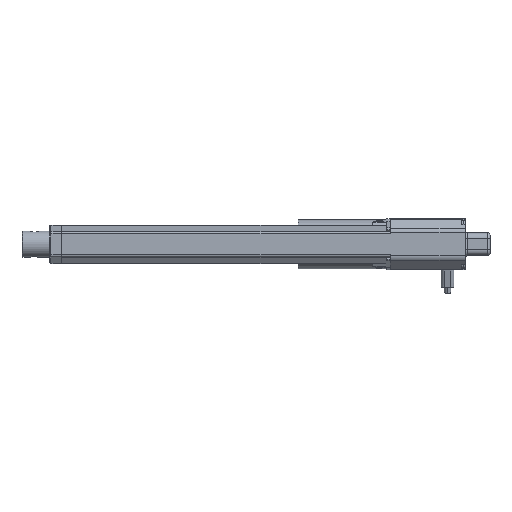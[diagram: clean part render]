
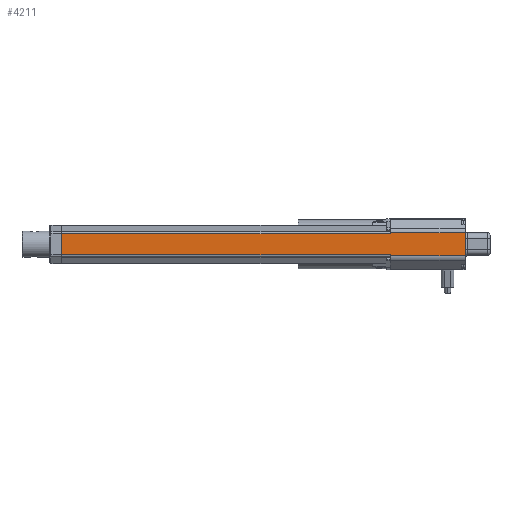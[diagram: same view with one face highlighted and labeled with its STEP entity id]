
A CAD part, left-side view. The second image highlights one B-rep face of the part: STEP entity #4211.
In plain terms, the highlighted planar face has unit normal (-1, 0, 0).
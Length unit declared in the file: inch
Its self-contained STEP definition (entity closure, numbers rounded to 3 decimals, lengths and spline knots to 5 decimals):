
#203 = LINE ( 'NONE', #3399, #2644 ) ;
#273 = CARTESIAN_POINT ( 'NONE',  ( 0., 12.28, -1.09992 ) ) ;
#304 = DIRECTION ( 'NONE',  ( 1., 0., 0. ) ) ;
#621 = DIRECTION ( 'NONE',  ( 0., 0., 1. ) ) ;
#973 = VECTOR ( 'NONE', #1185, 39.37008 ) ;
#1185 = DIRECTION ( 'NONE',  ( 0., -1., 0. ) ) ;
#1536 = VECTOR ( 'NONE', #11395, 39.37008 ) ;
#1558 = ORIENTED_EDGE ( 'NONE', *, *, #10227, .T. ) ;
#1632 = EDGE_CURVE ( 'NONE', #5801, #7525, #4632, .T. ) ;
#1743 = DIRECTION ( 'NONE',  ( 0., 1., 0. ) ) ;
#1804 = CARTESIAN_POINT ( 'NONE',  ( 0., 2.28, -0.4638 ) ) ;
#1916 = AXIS2_PLACEMENT_3D ( 'NONE', #5827, #304, #6746 ) ;
#2482 = CARTESIAN_POINT ( 'NONE',  ( 0., 12.28, -1.09992 ) ) ;
#2644 = VECTOR ( 'NONE', #621, 39.37008 ) ;
#2870 = CARTESIAN_POINT ( 'NONE',  ( 0., 12.28, -0.4638 ) ) ;
#3399 = CARTESIAN_POINT ( 'NONE',  ( 0., 2.28, -0.35 ) ) ;
#3898 = EDGE_CURVE ( 'NONE', #5782, #5801, #11018, .T. ) ;
#4103 = CARTESIAN_POINT ( 'NONE',  ( 0., 0., -1.12716 ) ) ;
#4188 = CARTESIAN_POINT ( 'NONE',  ( 0., 2.28, -1.12716 ) ) ;
#4211 = ADVANCED_FACE ( 'NONE', ( #5011 ), #4897, .F. ) ;
#4288 = LINE ( 'NONE', #9024, #8868 ) ;
#4337 = ORIENTED_EDGE ( 'NONE', *, *, #6805, .F. ) ;
#4367 = EDGE_CURVE ( 'NONE', #7234, #7525, #203, .T. ) ;
#4632 = LINE ( 'NONE', #7271, #11556 ) ;
#4764 = EDGE_CURVE ( 'NONE', #11685, #7786, #10897, .T. ) ;
#4883 = VECTOR ( 'NONE', #6871, 39.37008 ) ;
#4897 = PLANE ( 'NONE',  #1916 ) ;
#4943 = ORIENTED_EDGE ( 'NONE', *, *, #3898, .T. ) ;
#5011 = FACE_OUTER_BOUND ( 'NONE', #7780, .T. ) ;
#5539 = CARTESIAN_POINT ( 'NONE',  ( 0., 2.28, -1.09992 ) ) ;
#5782 = VERTEX_POINT ( 'NONE', #4103 ) ;
#5801 = VERTEX_POINT ( 'NONE', #6849 ) ;
#5827 = CARTESIAN_POINT ( 'NONE',  ( 0., 2.28, -0.35 ) ) ;
#5888 = VERTEX_POINT ( 'NONE', #4188 ) ;
#5938 = CARTESIAN_POINT ( 'NONE',  ( 0., 2.28, -0.43284 ) ) ;
#5961 = CARTESIAN_POINT ( 'NONE',  ( 0., 0., -0.35 ) ) ;
#6200 = ORIENTED_EDGE ( 'NONE', *, *, #6270, .F. ) ;
#6270 = EDGE_CURVE ( 'NONE', #5888, #7749, #4288, .T. ) ;
#6489 = ORIENTED_EDGE ( 'NONE', *, *, #4764, .F. ) ;
#6746 = DIRECTION ( 'NONE',  ( 0., 0., -1. ) ) ;
#6805 = EDGE_CURVE ( 'NONE', #7786, #7234, #11809, .T. ) ;
#6849 = CARTESIAN_POINT ( 'NONE',  ( 0., 0., -0.43284 ) ) ;
#6871 = DIRECTION ( 'NONE',  ( 0., -1., 0. ) ) ;
#7041 = EDGE_CURVE ( 'NONE', #5888, #5782, #8001, .T. ) ;
#7234 = VERTEX_POINT ( 'NONE', #1804 ) ;
#7271 = CARTESIAN_POINT ( 'NONE',  ( 0., 2.28, -0.43284 ) ) ;
#7525 = VERTEX_POINT ( 'NONE', #5938 ) ;
#7749 = VERTEX_POINT ( 'NONE', #5539 ) ;
#7780 = EDGE_LOOP ( 'NONE', ( #4943, #9470, #11569, #4337, #6489, #1558, #6200, #10442 ) ) ;
#7786 = VERTEX_POINT ( 'NONE', #2870 ) ;
#7978 = DIRECTION ( 'NONE',  ( 0., 0., 1. ) ) ;
#8001 = LINE ( 'NONE', #10205, #10115 ) ;
#8765 = CARTESIAN_POINT ( 'NONE',  ( 0., 12.28, -0.4638 ) ) ;
#8868 = VECTOR ( 'NONE', #9938, 39.37008 ) ;
#9024 = CARTESIAN_POINT ( 'NONE',  ( 0., 2.28, -0.35 ) ) ;
#9470 = ORIENTED_EDGE ( 'NONE', *, *, #1632, .T. ) ;
#9938 = DIRECTION ( 'NONE',  ( 0., 0., 1. ) ) ;
#10115 = VECTOR ( 'NONE', #11116, 39.37008 ) ;
#10205 = CARTESIAN_POINT ( 'NONE',  ( 0., 2.28, -1.12716 ) ) ;
#10227 = EDGE_CURVE ( 'NONE', #11685, #7749, #10709, .T. ) ;
#10442 = ORIENTED_EDGE ( 'NONE', *, *, #7041, .T. ) ;
#10595 = VECTOR ( 'NONE', #7978, 39.37008 ) ;
#10709 = LINE ( 'NONE', #273, #973 ) ;
#10776 = CARTESIAN_POINT ( 'NONE',  ( 0., 12.28, -1.09992 ) ) ;
#10897 = LINE ( 'NONE', #2482, #10595 ) ;
#11018 = LINE ( 'NONE', #5961, #1536 ) ;
#11116 = DIRECTION ( 'NONE',  ( 0., -1., 0. ) ) ;
#11395 = DIRECTION ( 'NONE',  ( 0., 0., 1. ) ) ;
#11556 = VECTOR ( 'NONE', #1743, 39.37008 ) ;
#11569 = ORIENTED_EDGE ( 'NONE', *, *, #4367, .F. ) ;
#11685 = VERTEX_POINT ( 'NONE', #10776 ) ;
#11809 = LINE ( 'NONE', #8765, #4883 ) ;
